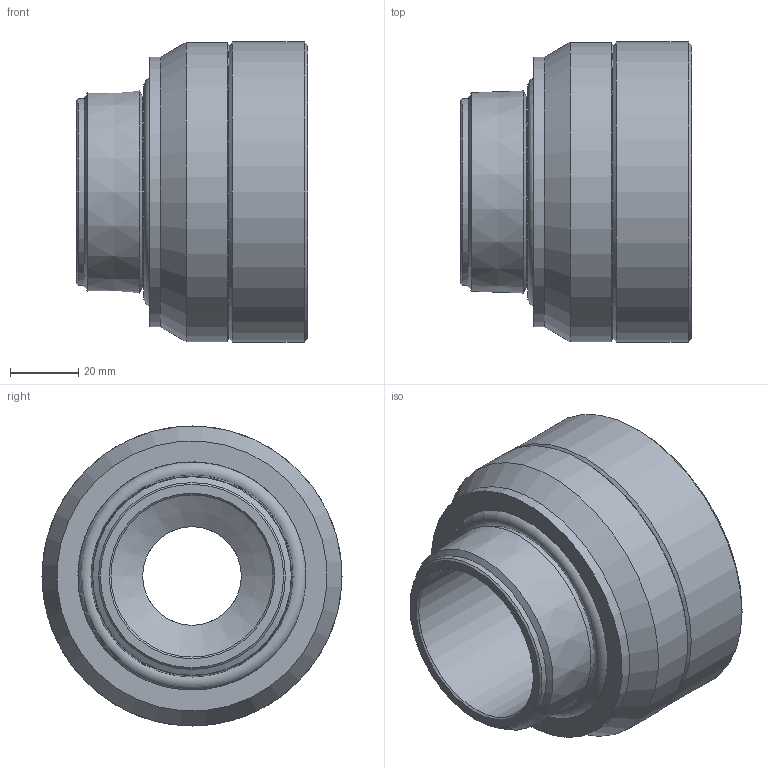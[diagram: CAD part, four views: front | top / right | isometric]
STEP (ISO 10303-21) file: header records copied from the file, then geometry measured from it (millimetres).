
FILE_DESCRIPTION(/* description */ (''),/* implementation_level */ '2;1');
FILE_NAME(/* name */ 'MIT322161X.stp',/* time_stamp */ '2020-01-10T11:44:18-06:00',/* author */ ('jake.chandler'),/* organization */ ('FasTest,Inc.'),/* preprocessor_version */ 'ST-DEVELOPER v17.2',/* originating_system */ 'Autodesk Inventor 2019',/* authorisation */ '');
FILE_SCHEMA (('AUTOMOTIVE_DESIGN { 1 0 10303 214 3 1 1 }'));
Length unit declared in the file: inch
Products named in the file (1): MIT322161X
Bounding box: 67.94 x 88.14 x 88.14 mm (x, y, z)
Volume: 241239 mm3; surface area: 35530.8 mm2
Topology: 1 solids, 1 shells, 76 faces, 203 edges, 137 vertices
Faces by surface type: plane 40, bspline 15, cone 12, cylinder 8, torus 1
Full cylindrical faces by diameter (mm): 28.981 x1, 47.625 x1, 54.864 x1, 56.261 x1, 67.056 x1, 79.375 x1, 88.138 x2
Entity records: 3314 total; most frequent: CARTESIAN_POINT 1313, ORIENTED_EDGE 406, DIRECTION 345, EDGE_CURVE 203, VERTEX_POINT 137, LINE 125, VECTOR 125, AXIS2_PLACEMENT_3D 110
